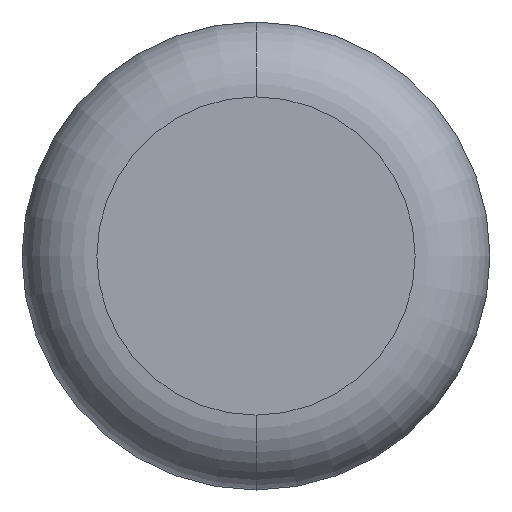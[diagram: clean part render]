
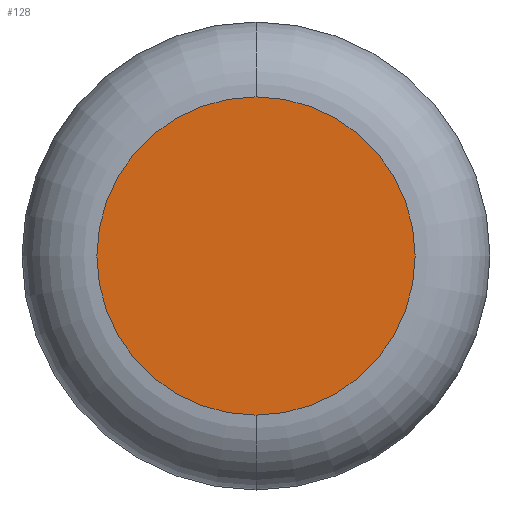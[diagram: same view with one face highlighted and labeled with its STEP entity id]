
A CAD part, front view. The second image highlights one B-rep face of the part: STEP entity #128.
In plain terms, the highlighted planar face has unit normal (0, -1, 0).
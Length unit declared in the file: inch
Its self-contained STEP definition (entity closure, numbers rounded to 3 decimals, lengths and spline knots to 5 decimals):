
#27 = CIRCLE ( 'NONE', #504, 0.1275 ) ;
#47 = AXIS2_PLACEMENT_3D ( 'NONE', #277, #525, #144 ) ;
#49 = AXIS2_PLACEMENT_3D ( 'NONE', #299, #380, #517 ) ;
#80 = ORIENTED_EDGE ( 'NONE', *, *, #273, .T. ) ;
#128 = ADVANCED_FACE ( 'NONE', ( #191 ), #375, .T. ) ;
#133 = CARTESIAN_POINT ( 'NONE',  ( 0., 0., 0.1275 ) ) ;
#143 = ORIENTED_EDGE ( 'NONE', *, *, #455, .T. ) ;
#144 = DIRECTION ( 'NONE',  ( 0., 0., -1. ) ) ;
#191 = FACE_OUTER_BOUND ( 'NONE', #236, .T. ) ;
#236 = EDGE_LOOP ( 'NONE', ( #143, #80 ) ) ;
#273 = EDGE_CURVE ( 'NONE', #419, #464, #27, .T. ) ;
#277 = CARTESIAN_POINT ( 'NONE',  ( 0., 0., 0. ) ) ;
#292 = CARTESIAN_POINT ( 'NONE',  ( 0., 0., 0. ) ) ;
#299 = CARTESIAN_POINT ( 'NONE',  ( 0., 0., 0. ) ) ;
#375 = PLANE ( 'NONE',  #49 ) ;
#379 = DIRECTION ( 'NONE',  ( 0., -1., 0. ) ) ;
#380 = DIRECTION ( 'NONE',  ( 0., -1., 0. ) ) ;
#419 = VERTEX_POINT ( 'NONE', #133 ) ;
#453 = CIRCLE ( 'NONE', #47, 0.1275 ) ;
#455 = EDGE_CURVE ( 'NONE', #464, #419, #453, .T. ) ;
#464 = VERTEX_POINT ( 'NONE', #528 ) ;
#465 = DIRECTION ( 'NONE',  ( 0., 0., -1. ) ) ;
#504 = AXIS2_PLACEMENT_3D ( 'NONE', #292, #379, #465 ) ;
#517 = DIRECTION ( 'NONE',  ( 0., 0., -1. ) ) ;
#525 = DIRECTION ( 'NONE',  ( 0., -1., 0. ) ) ;
#528 = CARTESIAN_POINT ( 'NONE',  ( 0., 0., -0.1275 ) ) ;
